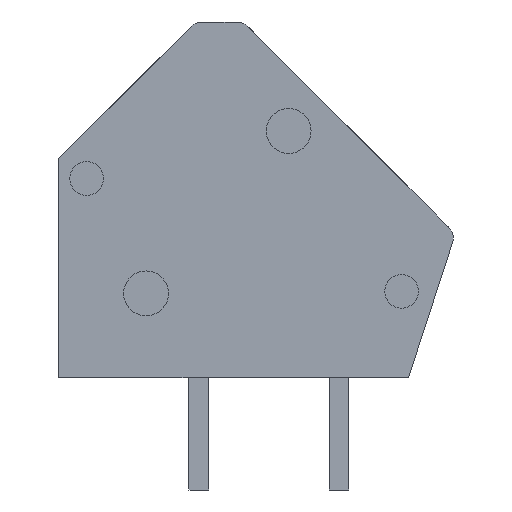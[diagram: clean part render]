
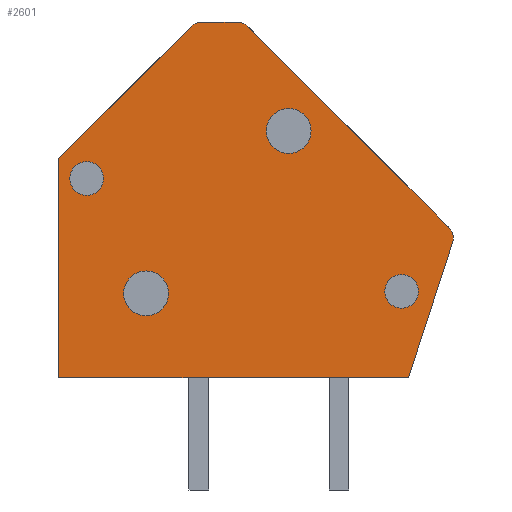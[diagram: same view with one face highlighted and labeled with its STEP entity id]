
A CAD part, left-side view. The second image highlights one B-rep face of the part: STEP entity #2601.
In plain terms, the highlighted planar face has unit normal (-1, 0, 0).
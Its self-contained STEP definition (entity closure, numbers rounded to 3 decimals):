
#70=CARTESIAN_POINT('',(-7.9,3.582,3.019));
#71=VERTEX_POINT('',#70);
#80=CARTESIAN_POINT('',(-7.9,5.182,3.019));
#81=VERTEX_POINT('',#80);
#82=CARTESIAN_POINT('',(-7.9,4.382,3.019));
#83=DIRECTION('',(-1.0,0.0,0.0));
#84=DIRECTION('',(0.0,-1.0,0.0));
#85=AXIS2_PLACEMENT_3D('',#82,#83,#84);
#86=CIRCLE('',#85,0.8);
#87=EDGE_CURVE('',#71,#81,#86,.T.);
#112=CARTESIAN_POINT('',(-7.9,-5.34,3.09));
#113=VERTEX_POINT('',#112);
#122=CARTESIAN_POINT('',(-7.9,-4.14,3.09));
#123=VERTEX_POINT('',#122);
#124=CARTESIAN_POINT('',(-7.9,-4.74,3.09));
#125=DIRECTION('',(-1.0,0.0,0.0));
#126=DIRECTION('',(0.0,-1.0,0.0));
#127=AXIS2_PLACEMENT_3D('',#124,#125,#126);
#128=CIRCLE('',#127,0.6);
#129=EDGE_CURVE('',#113,#123,#128,.T.);
#154=CARTESIAN_POINT('',(-7.9,5.903,7.121));
#155=VERTEX_POINT('',#154);
#164=CARTESIAN_POINT('',(-7.9,7.103,7.121));
#165=VERTEX_POINT('',#164);
#166=CARTESIAN_POINT('',(-7.9,6.503,7.121));
#167=DIRECTION('',(-1.0,0.0,0.0));
#168=DIRECTION('',(0.0,-1.0,0.0));
#169=AXIS2_PLACEMENT_3D('',#166,#167,#168);
#170=CIRCLE('',#169,0.6);
#171=EDGE_CURVE('',#155,#165,#170,.T.);
#196=CARTESIAN_POINT('',(-7.9,-1.51,8.818));
#197=VERTEX_POINT('',#196);
#206=CARTESIAN_POINT('',(-7.9,0.09,8.818));
#207=VERTEX_POINT('',#206);
#208=CARTESIAN_POINT('',(-7.9,-0.71,8.818));
#209=DIRECTION('',(-1.0,0.0,0.0));
#210=DIRECTION('',(0.0,-1.0,0.0));
#211=AXIS2_PLACEMENT_3D('',#208,#209,#210);
#212=CIRCLE('',#211,0.8);
#213=EDGE_CURVE('',#197,#207,#212,.T.);
#1638=CARTESIAN_POINT('',(-7.9,1.124,12.707));
#1639=VERTEX_POINT('',#1638);
#1646=CARTESIAN_POINT('',(-7.9,0.77,12.56));
#1647=VERTEX_POINT('',#1646);
#1648=CARTESIAN_POINT('',(-7.9,1.124,12.207));
#1649=DIRECTION('',(1.,0.,0.));
#1650=DIRECTION('',(0.,-0.707,0.707));
#1651=AXIS2_PLACEMENT_3D('',#1648,#1649,#1650);
#1652=CIRCLE('',#1651,0.5);
#1653=EDGE_CURVE('',#1639,#1647,#1652,.T.);
#1671=CARTESIAN_POINT('',(-7.9,-6.439,5.351));
#1672=VERTEX_POINT('',#1671);
#1673=CARTESIAN_POINT('',(-7.9,0.77,12.56));
#1674=DIRECTION('',(0.0,-0.707,-0.707));
#1675=VECTOR('',#1674,10.196);
#1676=LINE('',#1673,#1675);
#1677=EDGE_CURVE('',#1647,#1672,#1676,.T.);
#1797=CARTESIAN_POINT('',(-7.9,2.407,12.707));
#1798=VERTEX_POINT('',#1797);
#1805=CARTESIAN_POINT('',(-7.9,2.407,12.707));
#1806=DIRECTION('',(0.0,-1.0,0.0));
#1807=VECTOR('',#1806,1.283);
#1808=LINE('',#1805,#1807);
#1809=EDGE_CURVE('',#1798,#1639,#1808,.T.);
#1821=CARTESIAN_POINT('',(-7.9,2.76,12.56));
#1822=VERTEX_POINT('',#1821);
#1829=CARTESIAN_POINT('',(-7.9,2.407,12.207));
#1830=DIRECTION('',(1.0,0.0,0.0));
#1831=DIRECTION('',(0.0,0.0,1.0));
#1832=AXIS2_PLACEMENT_3D('',#1829,#1830,#1831);
#1833=CIRCLE('',#1832,0.5);
#1834=EDGE_CURVE('',#1822,#1798,#1833,.T.);
#1846=CARTESIAN_POINT('',(-7.9,7.5,7.821));
#1847=VERTEX_POINT('',#1846);
#1854=CARTESIAN_POINT('',(-7.9,7.5,7.821));
#1855=DIRECTION('',(0.,-0.707,0.707));
#1856=VECTOR('',#1855,6.703);
#1857=LINE('',#1854,#1856);
#1858=EDGE_CURVE('',#1847,#1822,#1857,.T.);
#1916=CARTESIAN_POINT('',(-7.9,7.5,0.));
#1917=VERTEX_POINT('',#1916);
#1924=CARTESIAN_POINT('',(-7.9,7.5,0.));
#1925=DIRECTION('',(0.0,0.0,1.0));
#1926=VECTOR('',#1925,7.821);
#1927=LINE('',#1924,#1926);
#1928=EDGE_CURVE('',#1917,#1847,#1927,.T.);
#1949=CARTESIAN_POINT('',(-7.9,-0.71,8.818));
#1950=DIRECTION('',(-1.0,0.0,0.0));
#1951=DIRECTION('',(0.0,-1.0,0.0));
#1952=AXIS2_PLACEMENT_3D('',#1949,#1950,#1951);
#1953=CIRCLE('',#1952,0.8);
#1954=EDGE_CURVE('',#207,#197,#1953,.T.);
#1973=CARTESIAN_POINT('',(-7.9,6.503,7.121));
#1974=DIRECTION('',(-1.0,0.0,0.0));
#1975=DIRECTION('',(0.0,-1.0,0.0));
#1976=AXIS2_PLACEMENT_3D('',#1973,#1974,#1975);
#1977=CIRCLE('',#1976,0.6);
#1978=EDGE_CURVE('',#165,#155,#1977,.T.);
#1997=CARTESIAN_POINT('',(-7.9,-4.74,3.09));
#1998=DIRECTION('',(-1.0,0.0,0.0));
#1999=DIRECTION('',(0.0,-1.0,0.0));
#2000=AXIS2_PLACEMENT_3D('',#1997,#1998,#1999);
#2001=CIRCLE('',#2000,0.6);
#2002=EDGE_CURVE('',#123,#113,#2001,.T.);
#2021=CARTESIAN_POINT('',(-7.9,4.382,3.019));
#2022=DIRECTION('',(-1.0,0.0,0.0));
#2023=DIRECTION('',(0.0,-1.0,0.0));
#2024=AXIS2_PLACEMENT_3D('',#2021,#2022,#2023);
#2025=CIRCLE('',#2024,0.8);
#2026=EDGE_CURVE('',#81,#71,#2025,.T.);
#2549=CARTESIAN_POINT('',(-7.9,8.204,-0.635));
#2550=DIRECTION('',(-1.0,0.0,0.0));
#2551=DIRECTION('',(0.0,-1.0,0.0));
#2552=AXIS2_PLACEMENT_3D('',#2549,#2550,#2551);
#2553=PLANE('',#2552);
#2554=ORIENTED_EDGE('',*,*,#1928,.F.);
#2555=CARTESIAN_POINT('',(-7.9,-4.988,0.));
#2556=VERTEX_POINT('',#2555);
#2557=CARTESIAN_POINT('',(-7.9,-4.988,0.));
#2558=DIRECTION('',(0.0,1.0,0.0));
#2559=VECTOR('',#2558,12.488);
#2560=LINE('',#2557,#2559);
#2561=EDGE_CURVE('',#2556,#1917,#2560,.T.);
#2562=ORIENTED_EDGE('',*,*,#2561,.F.);
#2563=CARTESIAN_POINT('',(-7.9,-6.561,4.843));
#2564=VERTEX_POINT('',#2563);
#2565=CARTESIAN_POINT('',(-7.9,-6.561,4.843));
#2566=DIRECTION('',(0.0,0.309,-0.951));
#2567=VECTOR('',#2566,5.092);
#2568=LINE('',#2565,#2567);
#2569=EDGE_CURVE('',#2564,#2556,#2568,.T.);
#2570=ORIENTED_EDGE('',*,*,#2569,.F.);
#2571=CARTESIAN_POINT('',(-7.9,-6.085,4.997));
#2572=DIRECTION('',(1.,0.,0.));
#2573=DIRECTION('',(0.,-0.951,-0.309));
#2574=AXIS2_PLACEMENT_3D('',#2571,#2572,#2573);
#2575=CIRCLE('',#2574,0.5);
#2576=EDGE_CURVE('',#1672,#2564,#2575,.T.);
#2577=ORIENTED_EDGE('',*,*,#2576,.F.);
#2578=ORIENTED_EDGE('',*,*,#1677,.F.);
#2579=ORIENTED_EDGE('',*,*,#1653,.F.);
#2580=ORIENTED_EDGE('',*,*,#1809,.F.);
#2581=ORIENTED_EDGE('',*,*,#1834,.F.);
#2582=ORIENTED_EDGE('',*,*,#1858,.F.);
#2583=EDGE_LOOP('',(#2554,#2562,#2570,#2577,#2578,#2579,#2580,#2581,#2582));
#2584=FACE_OUTER_BOUND('',#2583,.T.);
#2585=ORIENTED_EDGE('',*,*,#1954,.F.);
#2586=ORIENTED_EDGE('',*,*,#213,.F.);
#2587=EDGE_LOOP('',(#2585,#2586));
#2588=FACE_BOUND('',#2587,.T.);
#2589=ORIENTED_EDGE('',*,*,#1978,.F.);
#2590=ORIENTED_EDGE('',*,*,#171,.F.);
#2591=EDGE_LOOP('',(#2589,#2590));
#2592=FACE_BOUND('',#2591,.T.);
#2593=ORIENTED_EDGE('',*,*,#2002,.F.);
#2594=ORIENTED_EDGE('',*,*,#129,.F.);
#2595=EDGE_LOOP('',(#2593,#2594));
#2596=FACE_BOUND('',#2595,.T.);
#2597=ORIENTED_EDGE('',*,*,#2026,.F.);
#2598=ORIENTED_EDGE('',*,*,#87,.F.);
#2599=EDGE_LOOP('',(#2597,#2598));
#2600=FACE_BOUND('',#2599,.T.);
#2601=ADVANCED_FACE('',(#2584,#2588,#2592,#2596,#2600),#2553,.T.);
